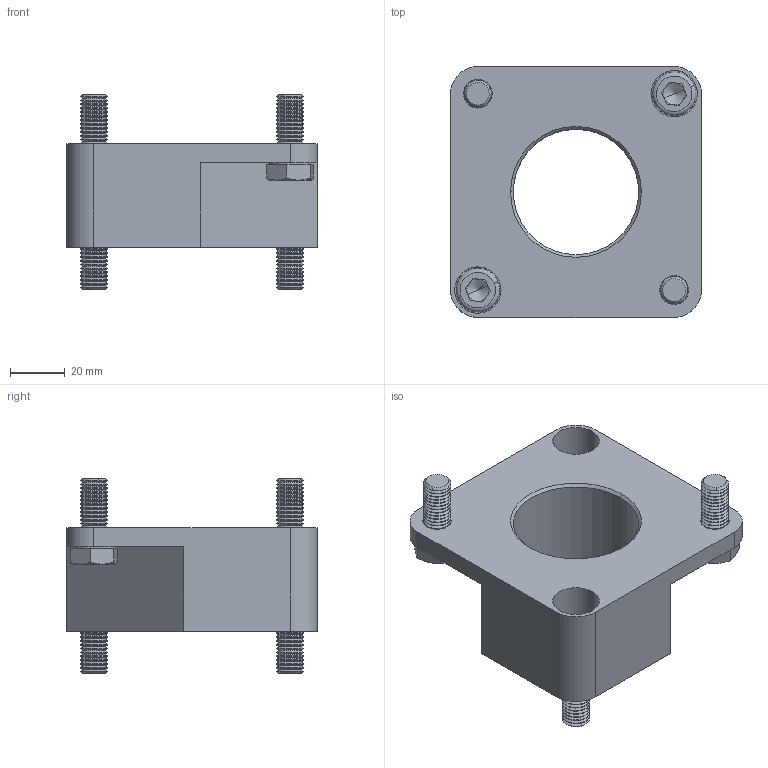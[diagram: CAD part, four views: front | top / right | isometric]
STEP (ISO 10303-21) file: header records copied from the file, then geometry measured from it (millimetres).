
FILE_DESCRIPTION (( 'STEP AP214' ), '1' );
FILE_NAME ('NKD080A.STEP', '2016-12-23T16:46:47', ( '' ), ( '' ), 'SwSTEP 2.0', 'SolidWorks 2016', '' );
FILE_SCHEMA (( 'AUTOMOTIVE_DESIGN' ));
Length unit declared in the file: millimetre
Products named in the file (1): 21_194_2
Bounding box: 92 x 92 x 71.5 mm (x, y, z)
Volume: 194367.3 mm3; surface area: 42280.4 mm2
Topology: 5 solids, 5 shells, 472 faces, 1186 edges, 730 vertices
Faces by surface type: cone 244, cylinder 142, plane 74, torus 12
Entity records: 14628 total; most frequent: DIRECTION 2780, CARTESIAN_POINT 2529, ORIENTED_EDGE 2364, EDGE_CURVE 1182, AXIS2_PLACEMENT_3D 1149, VERTEX_POINT 730, CIRCLE 676, EDGE_LOOP 488
